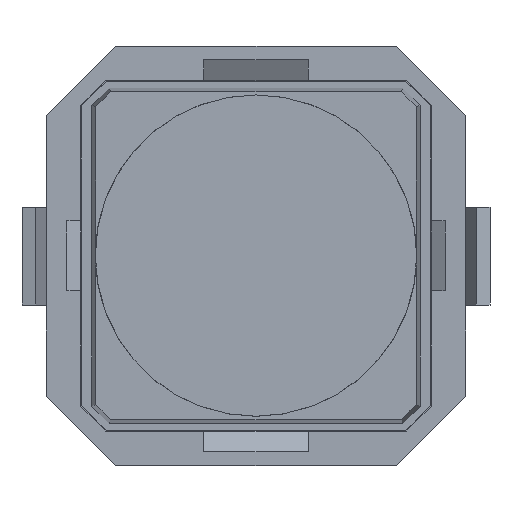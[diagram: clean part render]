
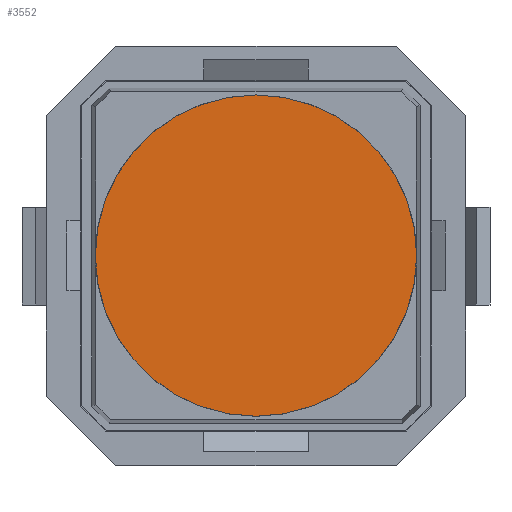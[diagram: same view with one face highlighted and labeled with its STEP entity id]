
A CAD part, top view. The second image highlights one B-rep face of the part: STEP entity #3552.
In plain terms, the highlighted planar face has unit normal (0, 0, 1).
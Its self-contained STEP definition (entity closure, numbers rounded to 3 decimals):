
#269=PLANE('',#3727);
#1503=ORIENTED_EDGE('',*,*,#1946,.F.);
#1946=EDGE_CURVE('',#2227,#2227,#2276,.T.);
#2227=VERTEX_POINT('',#5548);
#2276=CIRCLE('',#3726,2.3);
#2432=EDGE_LOOP('',(#1503));
#2600=FACE_BOUND('',#2432,.T.);
#3552=ADVANCED_FACE('',(#2600),#269,.F.);
#3726=AXIS2_PLACEMENT_3D('',#5547,#4254,#4255);
#3727=AXIS2_PLACEMENT_3D('',#5549,#4256,#4257);
#4254=DIRECTION('',(0.,0.,-1.));
#4255=DIRECTION('',(-1.,0.,0.));
#4256=DIRECTION('',(0.,0.,-1.));
#4257=DIRECTION('',(-1.,0.,0.));
#5547=CARTESIAN_POINT('',(0.,0.,2.1));
#5548=CARTESIAN_POINT('',(-2.3,0.,2.1));
#5549=CARTESIAN_POINT('',(0.,0.,2.1));
